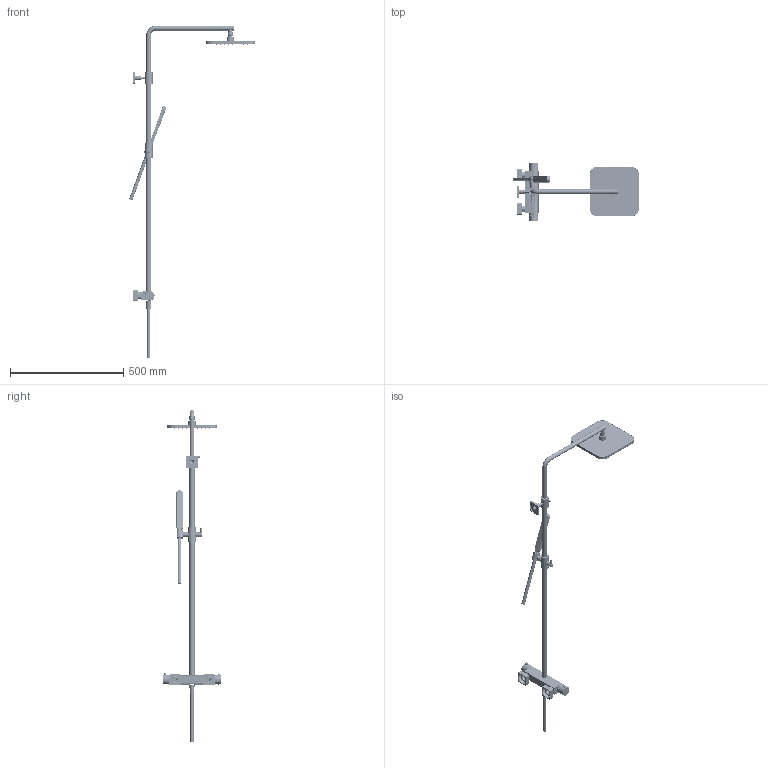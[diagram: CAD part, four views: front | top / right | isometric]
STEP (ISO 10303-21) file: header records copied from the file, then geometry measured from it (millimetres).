
FILE_DESCRIPTION(/* description */ ('Unknown'),/* implementation_level */ '2;1');
FILE_NAME(/* name */ 'SDSGL9-00 NL Rel 2025',/* time_stamp */ '2024-11-14T16:07:32+01:00',/* author */ ('Unknown'),/* organization */ ('Unknown'),/* preprocessor_version */ 'ST-DEVELOPER v19.4',/* originating_system */ 'Solid Edge',/* authorisation */ 'Unknown');
FILE_SCHEMA (('CONFIG_CONTROL_DESIGN','AUTOMOTIVE_DESIGN { 1 0 10303 214 3 1 1 }','INTEGRATED_CNC_SCHEMA','MODEL_BASED_INTEGRATED_MANUFACTURING_SCHEMA','AUTOMOTIVE_DESIGN {1 0 10303 214 3 1 1}'));
Products named in the file (51): SDSGL9-00 NL Rel 2025; GL016-00 Rel1_oa_0; CB008-07; GL016-01; GL016-02 calotte(D5010045); CB016-10; CB7001-04; CB008-005_oa_1; CB008-12; bottone_0083.01.285_0083.01.285; CB016-004_oa_2; CB016-11; CB7068-04; GL350-00_oa_3; A101052_00101ZZ; E112006_00200ZZ_ASM_oa_4; A063037_00101ZZ_AF0; A064032_12900ZZ_AF0; A133033_50300ZZ; M015-001; GL100-00_oa_5; GL100-02; GL100-001_oa_6; A064030_12900ZZ; GL100-04; M100-04; GL100-03; GL431-00_oa_7; GL431-01; GL431-14; GL431-003_oa_8; GL431-04; GL431-02; GL431-17; GL431-001_oa_9; GL431-03; GL431-007_oa_10; GL431-10; grano m4; GL431-12 ...
Assembly tree (58 placements, depth 4):
  SDSGL9-00 NL Rel 2025
    GL016-00 Rel1_oa_0
      CB008-07  x2
      GL016-01  x2
      GL016-02 calotte(D5010045)  x2
      CB016-10
      CB7001-04
      CB008-005_oa_1
        CB008-12
        bottone_0083.01.285_0083.01.285
      CB016-004_oa_2
        CB016-11
        CB7068-04
    GL350-00_oa_3
      A101052_00101ZZ
      E112006_00200ZZ_ASM_oa_4
        A063037_00101ZZ_AF0
        A064032_12900ZZ_AF0
      A133033_50300ZZ
    M015-001  x2
    GL100-00_oa_5
      GL100-02
      GL100-001_oa_6
        A064030_12900ZZ
      GL100-04
      M100-04
      GL100-03
    GL431-00_oa_7
      GL431-01
      GL431-14
      GL431-003_oa_8
        GL431-04
        GL431-02
        GL431-17
      GL431-001_oa_9
        GL431-03
      GL431-007_oa_10
        GL431-10
        grano m4  x2
        GL431-12
      GL431-08
      GL431-002_oa_11
        GL431-19
        GL431-20
        M307-22
        M307-19
        GL431-22
        M514-07
        GL431-14
      GL431-004_oa_12
        GL431-18
        GL431-05
        grano m4  x2
Bounding box: 555.08 x 259.35 x 1463.5 mm (x, y, z)
Volume: 818164.7 mm3; surface area: 783632.3 mm2
Topology: 45 solids, 45 shells, 5892 faces, 14764 edges, 9189 vertices
Faces by surface type: plane 2211, cylinder 1707, bspline 966, torus 447, cone 435, sphere 126
Full cylindrical faces by diameter (mm): 1.5 x2, 2 x2, 2.059 x1, 2.459 x6, 2.75 x2, 3 x3, 3.2 x6, 3.242 x13, 3.5 x2, 4 x5, 4.134 x3, 4.2 x1, 4.5 x2, 5 x1, 5.2 x2, 5.5 x1, 6 x4, 6.5 x2, 7 x9, 7.4 x1, 7.5 x3, 8 x2, 8.5 x1, 8.917 x2, 9 x4, 10 x5, 10.2 x3, 10.5 x3, 10.917 x2, 11 x2
Entity records: 202225 total; most frequent: CARTESIAN_POINT 61765, DIRECTION 26536, ORIENTED_EDGE 26396, EDGE_CURVE 13198, AXIS2_PLACEMENT_3D 10161, VERTEX_POINT 8625, FACE_BOUND 7395, EDGE_LOOP 7383
